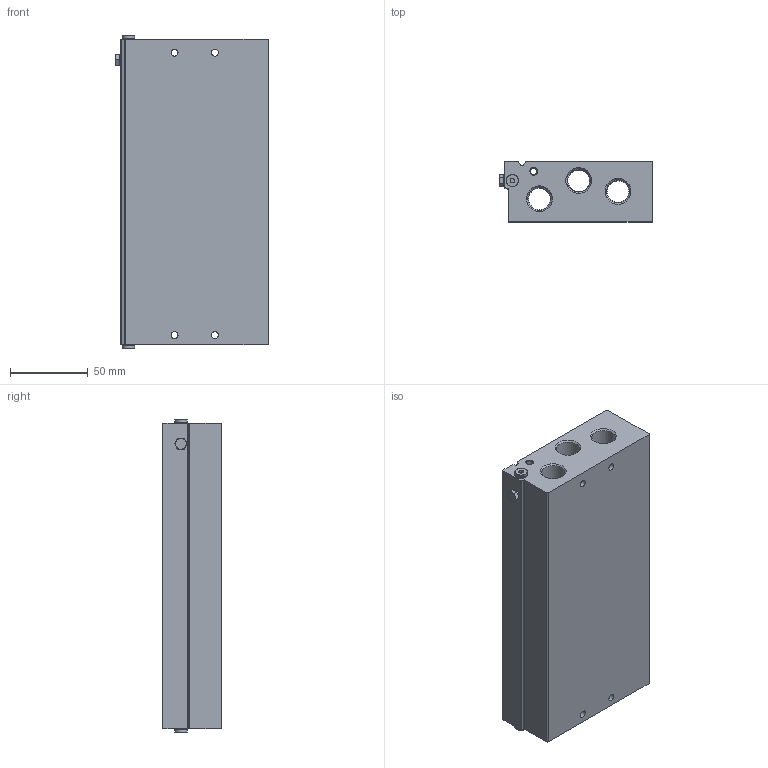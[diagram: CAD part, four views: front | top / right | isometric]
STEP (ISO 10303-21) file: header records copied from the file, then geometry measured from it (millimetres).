
FILE_DESCRIPTION(/* description */ ('STEP AP214'),/* implementation_level */ '2;1');
FILE_NAME(/* name */ '574474_VABM-L1-18W-G38-9',/* time_stamp */ '2024-09-16T02:37:15+02:00',/* author */ ('License CC BY-ND 4.0'),/* organization */ ('CADENAS'),/* preprocessor_version */ 'ST-DEVELOPER v19.3',/* originating_system */ 'PARTsolutions',/* authorisation */ ' ');
FILE_SCHEMA (('AUTOMOTIVE_DESIGN {1 0 10303 214 3 1 1}'));
Length unit declared in the file: millimetre
Products named in the file (4): 574474 VABM-L1-18W-G38-9; 574474 VABM-L1-18W-G38-9---(L1-P); 174308 B-M5-B; 743818 VUVG---(VS)
Assembly tree (4 placements, depth 2):
  574474 VABM-L1-18W-G38-9
    574474 VABM-L1-18W-G38-9---(L1-P)
    174308 B-M5-B  x2
    743818 VUVG---(VS)
Bounding box: 99.1 x 38.5 x 201.5 mm (x, y, z)
Volume: 544844.7 mm3; surface area: 120114.6 mm2
Topology: 4 solids, 4 shells, 556 faces, 1376 edges, 894 vertices
Faces by surface type: plane 271, cylinder 177, cone 95, torus 13
Full cylindrical faces by diameter (mm): 0.7 x2, 0.9 x2, 2 x20, 2.35 x1, 2.459 x18, 2.5 x1, 3.3 x1, 3.4 x2, 3.5 x1, 4.019 x1, 4.1 x1, 4.134 x2, 4.2 x2, 4.5 x4, 5 x3, 7 x1, 7.2 x2, 7.8 x36, 8 x4, 9 x9, 11.445 x18, 14.15 x3, 14.95 x6
Entity records: 15306 total; most frequent: CARTESIAN_POINT 3112, DIRECTION 2412, ORIENTED_EDGE 2024, EDGE_CURVE 1012, FACE_BOUND 956, AXIS2_PLACEMENT_3D 951, EDGE_LOOP 938, VERTEX_POINT 790
